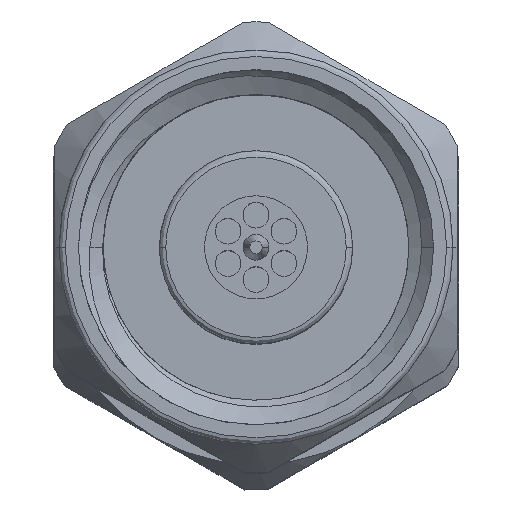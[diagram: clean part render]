
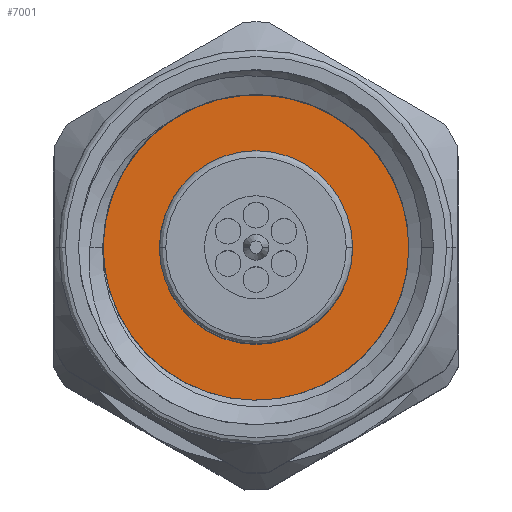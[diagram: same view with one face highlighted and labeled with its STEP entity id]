
A CAD part, top view. The second image highlights one B-rep face of the part: STEP entity #7001.
In plain terms, the highlighted face is planar.
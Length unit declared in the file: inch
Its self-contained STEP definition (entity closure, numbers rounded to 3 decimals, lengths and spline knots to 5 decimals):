
#505 = DIRECTION ( 'NONE',  ( 0., 0., 1. ) ) ;
#1524 = DIRECTION ( 'NONE',  ( -1., 0., 0. ) ) ;
#2431 = DIRECTION ( 'NONE',  ( 0., 0., 1. ) ) ;
#2593 = ORIENTED_EDGE ( 'NONE', *, *, #5538, .T. ) ;
#2709 = AXIS2_PLACEMENT_3D ( 'NONE', #8098, #1524, #3926 ) ;
#2965 = VERTEX_POINT ( 'NONE', #6978 ) ;
#3433 = CIRCLE ( 'NONE', #6238, 0.1378 ) ;
#3926 = DIRECTION ( 'NONE',  ( 0., 0., 1. ) ) ;
#3961 = FACE_OUTER_BOUND ( 'NONE', #10267, .T. ) ;
#4655 = CARTESIAN_POINT ( 'NONE',  ( 0.3, 0., -0.1378 ) ) ;
#4925 = VERTEX_POINT ( 'NONE', #4655 ) ;
#5538 = EDGE_CURVE ( 'NONE', #4925, #2965, #10821, .T. ) ;
#6238 = AXIS2_PLACEMENT_3D ( 'NONE', #9118, #8010, #505 ) ;
#6427 = ORIENTED_EDGE ( 'NONE', *, *, #7006, .T. ) ;
#6474 = DIRECTION ( 'NONE',  ( -1., 0., 0. ) ) ;
#6978 = CARTESIAN_POINT ( 'NONE',  ( 0.3, 0., 0.1378 ) ) ;
#7001 = ADVANCED_FACE ( 'NONE', ( #3961 ), #9785, .T. ) ;
#7006 = EDGE_CURVE ( 'NONE', #2965, #4925, #3433, .T. ) ;
#7301 = CARTESIAN_POINT ( 'NONE',  ( 0.3, 0., 0. ) ) ;
#7809 = AXIS2_PLACEMENT_3D ( 'NONE', #7301, #6474, #2431 ) ;
#8010 = DIRECTION ( 'NONE',  ( -1., 0., 0. ) ) ;
#8098 = CARTESIAN_POINT ( 'NONE',  ( 0.3, 0., 0. ) ) ;
#9118 = CARTESIAN_POINT ( 'NONE',  ( 0.3, 0., 0. ) ) ;
#9785 = PLANE ( 'NONE',  #7809 ) ;
#10267 = EDGE_LOOP ( 'NONE', ( #6427, #2593 ) ) ;
#10821 = CIRCLE ( 'NONE', #2709, 0.1378 ) ;
